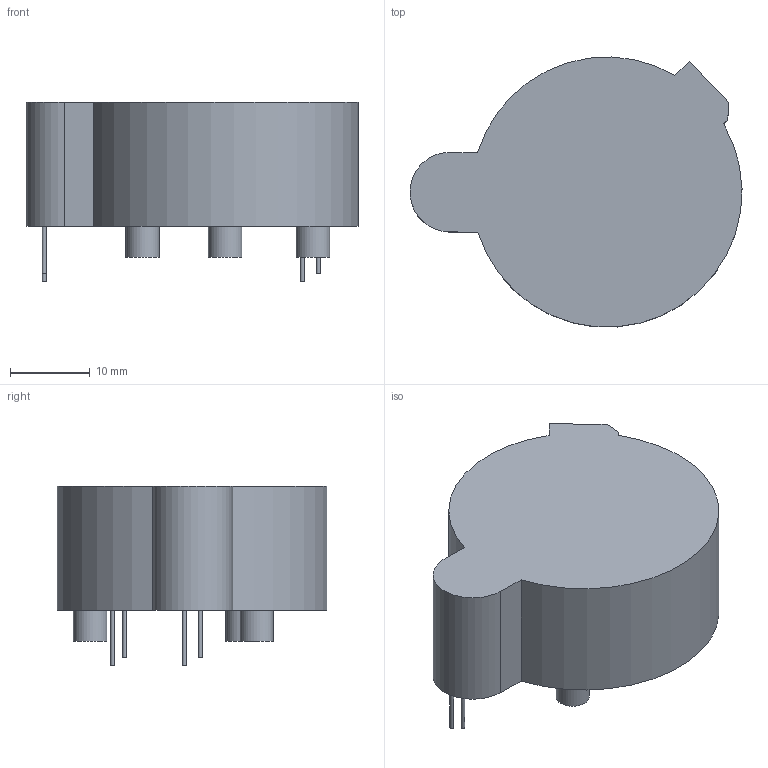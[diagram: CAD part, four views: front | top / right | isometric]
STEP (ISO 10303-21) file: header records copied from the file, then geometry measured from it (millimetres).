
FILE_DESCRIPTION( ( 'Unknown' ), '1' );
FILE_NAME( 'MODULE_CX-1086.step', 'Unknown', ( 'Unknown' ), ( 'Unknown' ), 'PSStep 15.0.49', 'Unknown', ' ' );
FILE_SCHEMA( ( 'AUTOMOTIVE_DESIGN { 1 0 10303 214 1 1 1 1 }' ) );
Length unit declared in the file: millimetre
Products named in the file (1): 1
Bounding box: 41.76 x 33.94 x 22.6 mm (x, y, z)
Volume: 15674.3 mm3; surface area: 4106.5 mm2
Topology: 1 solids, 1 shells, 25 faces, 50 edges, 34 vertices
Faces by surface type: plane 15, cylinder 10
Full cylindrical faces by diameter (mm): 0.5 x4, 4.2 x3
Entity records: 823 total; most frequent: DIRECTION 113, CARTESIAN_POINT 99, ORIENTED_EDGE 82, AXIS2_PLACEMENT_3D 46, EDGE_CURVE 41, EDGE_LOOP 39, FACE_OUTER_BOUND 32, VERTEX_POINT 32
